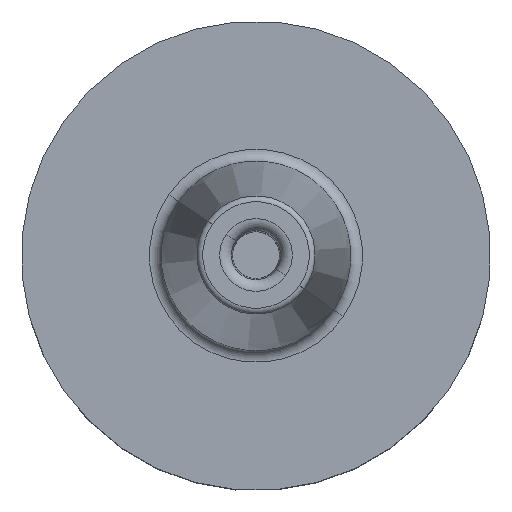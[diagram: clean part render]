
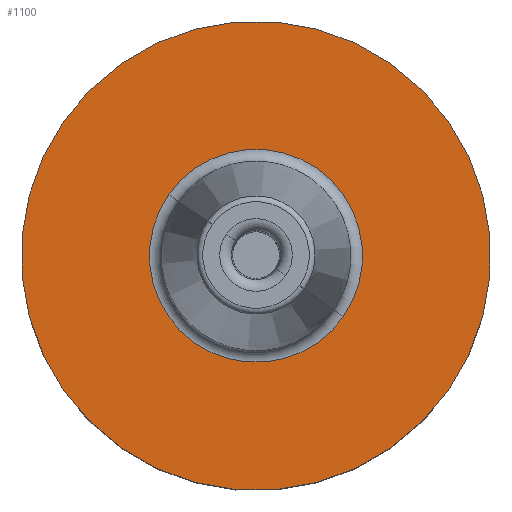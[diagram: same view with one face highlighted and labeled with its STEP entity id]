
A CAD part, top view. The second image highlights one B-rep face of the part: STEP entity #1100.
In plain terms, the highlighted planar face has unit normal (0, 0, 1).
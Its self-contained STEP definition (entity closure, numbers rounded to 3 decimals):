
#241=CARTESIAN_POINT('',(0.,0.,19.95));
#242=DIRECTION('',(0.,0.,1.));
#243=DIRECTION('',(-0.819,0.574,0.));
#244=AXIS2_PLACEMENT_3D('',#241,#242,#243);
#249=CARTESIAN_POINT('',(0.,0.,19.95));
#250=DIRECTION('',(0.,0.,-1.));
#251=DIRECTION('',(-0.819,0.574,0.));
#252=AXIS2_PLACEMENT_3D('',#249,#250,#251);
#271=CARTESIAN_POINT('',(0.,0.,19.95));
#272=DIRECTION('',(0.,0.,-1.));
#273=DIRECTION('',(-0.819,0.574,0.));
#274=AXIS2_PLACEMENT_3D('',#271,#272,#273);
#279=CARTESIAN_POINT('',(0.,0.,19.95));
#280=DIRECTION('',(0.,0.,1.));
#281=DIRECTION('',(-0.819,0.574,0.));
#282=AXIS2_PLACEMENT_3D('',#279,#280,#281);
#803=CARTESIAN_POINT('',(-7.435,5.206,19.95));
#804=VERTEX_POINT('',#803);
#805=CARTESIAN_POINT('',(-16.383,11.472,19.95));
#807=VERTEX_POINT('',#805);
#853=CARTESIAN_POINT('',(7.435,-5.206,19.95));
#854=VERTEX_POINT('',#853);
#855=CARTESIAN_POINT('',(16.383,-11.472,19.95));
#857=VERTEX_POINT('',#855);
#1085=CARTESIAN_POINT('',(0.,0.,19.95));
#1086=DIRECTION('',(0.,0.,1.));
#1087=DIRECTION('',(0.819,-0.574,0.));
#1088=AXIS2_PLACEMENT_3D('',#1085,#1086,#1087);
#1089=PLANE('',#1088);
#1091=ORIENTED_EDGE('',*,*,#1090,.T.);
#1093=ORIENTED_EDGE('',*,*,#1092,.F.);
#1094=EDGE_LOOP('',(#1091,#1093));
#1095=FACE_OUTER_BOUND('',#1094,.F.);
#1096=ORIENTED_EDGE('',*,*,#1080,.T.);
#1097=ORIENTED_EDGE('',*,*,#1064,.F.);
#1098=EDGE_LOOP('',(#1096,#1097));
#1099=FACE_BOUND('',#1098,.F.);
#1100=ADVANCED_FACE('',(#1095,#1099),#1089,.T.);
#245=CIRCLE('',#244,9.076);
#253=CIRCLE('',#252,9.076);
#275=CIRCLE('',#274,20.);
#283=CIRCLE('',#282,20.);
#1064=EDGE_CURVE('',#804,#854,#253,.T.);
#1080=EDGE_CURVE('',#804,#854,#245,.T.);
#1090=EDGE_CURVE('',#807,#857,#275,.T.);
#1092=EDGE_CURVE('',#807,#857,#283,.T.);
